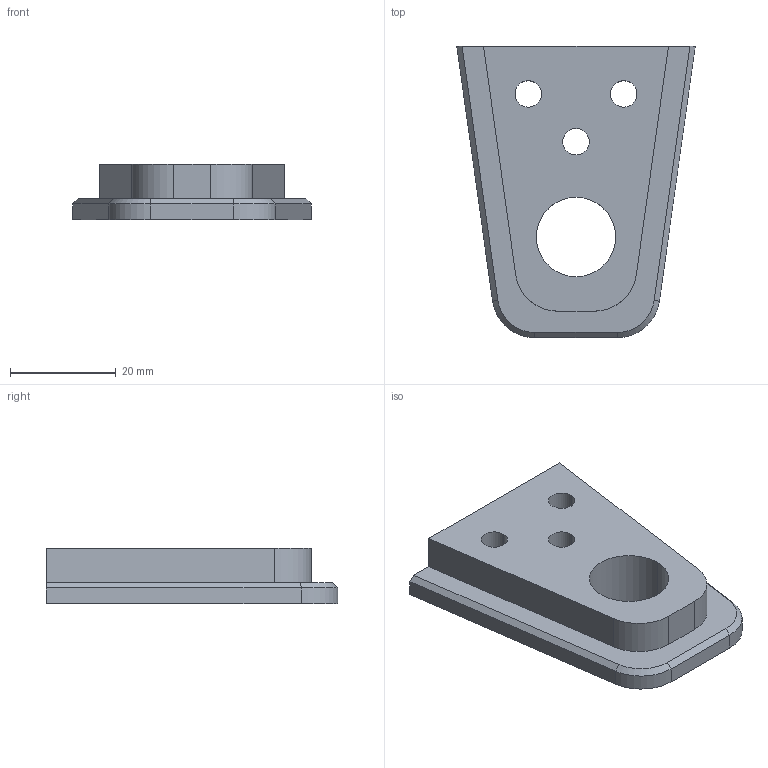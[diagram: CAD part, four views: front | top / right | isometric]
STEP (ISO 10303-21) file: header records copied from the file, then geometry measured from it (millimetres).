
FILE_DESCRIPTION (( 'STEP AP203' ), '1' );
FILE_NAME ('ADAPTATEUR GLISSIERE - ACIER - A.STEP', '2024-05-14T09:37:11', ( '' ), ( '' ), 'SwSTEP 2.0', 'SolidWorks 2021', '' );
FILE_SCHEMA (( 'CONFIG_CONTROL_DESIGN' ));
Length unit declared in the file: millimetre
Products named in the file (1): ADAPTATEUR GLISSIERE - ACIER - A
Bounding box: 45 x 55 x 10.5 mm (x, y, z)
Volume: 14510.8 mm3; surface area: 6207.2 mm2
Topology: 1 solids, 1 shells, 27 faces, 71 edges, 46 vertices
Faces by surface type: plane 13, cylinder 12, cone 2
Entity records: 932 total; most frequent: DIRECTION 153, CARTESIAN_POINT 145, ORIENTED_EDGE 142, EDGE_CURVE 71, AXIS2_PLACEMENT_3D 54, VERTEX_POINT 46, LINE 45, VECTOR 45
